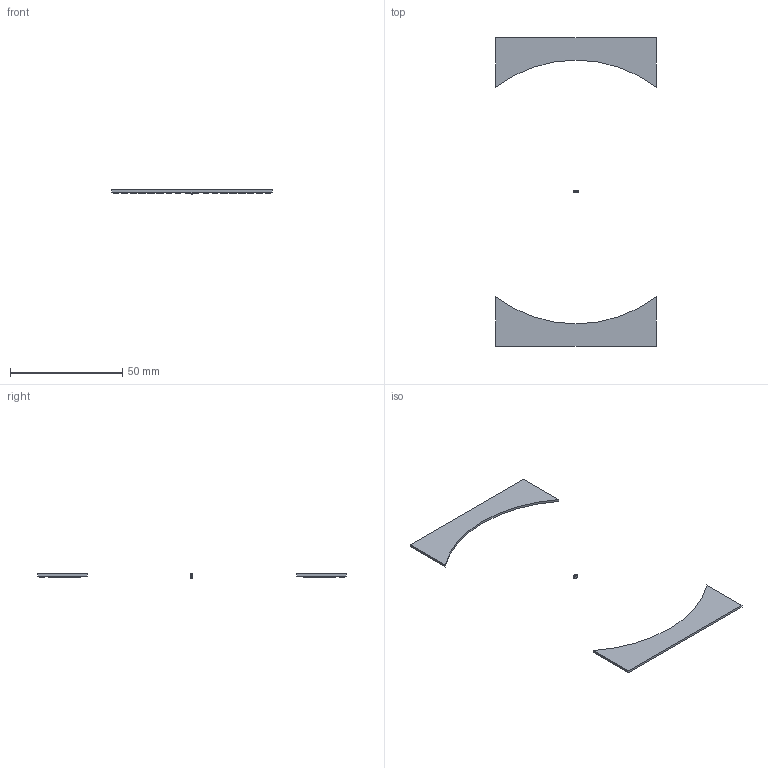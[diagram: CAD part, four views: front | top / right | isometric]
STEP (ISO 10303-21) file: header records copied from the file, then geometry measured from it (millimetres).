
FILE_DESCRIPTION(('TFLEX Exchange Step'),'2;1');
FILE_NAME(' крышка.stp', '2022-03-31T12:13:47+03:00',('ilya'),('Unknown organisation'),'TFLEX Exchange 2022.0','T-FLEX CAD','Unknown authorisation');
FILE_SCHEMA( ('AUTOMOTIVE_DESIGN { 1 0 10303 214 1 1 1 1 }') );
Length unit declared in the file: millimetre
Products named in the file (94): норм заклепка; Декор крышка
Assembly tree (172 placements, depth 3):
  Декор крышка
    норм заклепка
      норм заклепка
    норм заклепка
      норм заклепка
    норм заклепка
      норм заклепка
    норм заклепка
      норм заклепка
    норм заклепка
      норм заклепка
    норм заклепка
      норм заклепка
    норм заклепка
      норм заклепка
    норм заклепка
      норм заклепка
    норм заклепка
      норм заклепка
    норм заклепка
      норм заклепка
    норм заклепка
      норм заклепка
    норм заклепка
      норм заклепка
    норм заклепка
      норм заклепка
    норм заклепка
      норм заклепка
    норм заклепка
      норм заклепка
    норм заклепка
      норм заклепка
    норм заклепка
      норм заклепка
    норм заклепка
      норм заклепка
    норм заклепка
      норм заклепка
    норм заклепка
      норм заклепка
    норм заклепка
      норм заклепка
    норм заклепка
      норм заклепка
    норм заклепка
      норм заклепка
    норм заклепка
      норм заклепка
    норм заклепка
      норм заклепка
    норм заклепка
      норм заклепка
    норм заклепка
      норм заклепка
    норм заклепка
      норм заклепка
    норм заклепка
      норм заклепка
    норм заклепка
Bounding box: 71.5 x 137.48 x 2 mm (x, y, z)
Volume: 2177.1 mm3; surface area: 5243.2 mm2
Topology: 89 solids, 89 shells, 708 faces, 1416 edges, 886 vertices
Faces by surface type: torus 324, plane 172, cylinder 164, bspline 48
Entity records: 5308 total; most frequent: CARTESIAN_POINT 1519, DIRECTION 444, PRODUCT_DEFINITION_SHAPE 345, ORIENTED_EDGE 272, AXIS2_PLACEMENT_3D 211, PRODUCT 173, PRODUCT_RELATED_PRODUCT_CATEGORY 173, PRODUCT_DEFINITION_FORMATION_WITH_SPECIFIED_SOURCE 173
